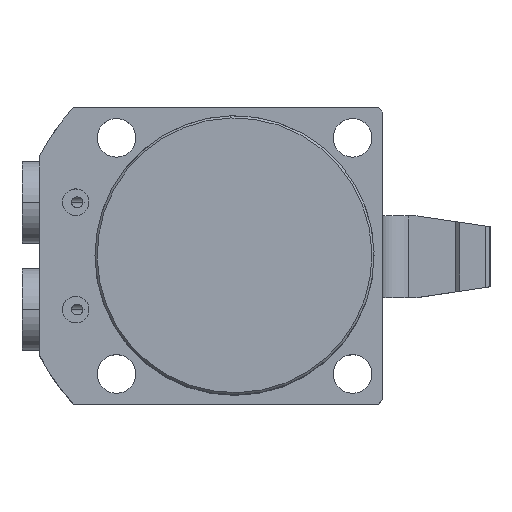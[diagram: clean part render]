
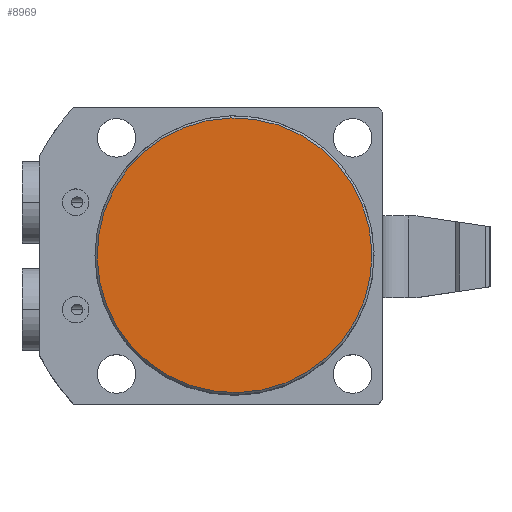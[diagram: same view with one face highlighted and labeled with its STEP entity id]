
A CAD part, top view. The second image highlights one B-rep face of the part: STEP entity #8969.
In plain terms, the highlighted face is planar.
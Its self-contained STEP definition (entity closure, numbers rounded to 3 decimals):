
#200 = EDGE_LOOP ( 'NONE', ( #2169, #6211 ) ) ;
#920 = CIRCLE ( 'NONE', #2240, 32. ) ;
#1040 = CARTESIAN_POINT ( 'NONE',  ( 759.407, 3487.524, -32. ) ) ;
#2169 = ORIENTED_EDGE ( 'NONE', *, *, #11912, .T. ) ;
#2240 = AXIS2_PLACEMENT_3D ( 'NONE', #4867, #13154, #6043 ) ;
#3978 = DIRECTION ( 'NONE',  ( 0., -1., 0. ) ) ;
#4300 = CARTESIAN_POINT ( 'NONE',  ( 791.907, 3487.524, 0. ) ) ;
#4511 = CARTESIAN_POINT ( 'NONE',  ( 759.407, 3487.524, 32. ) ) ;
#4867 = CARTESIAN_POINT ( 'NONE',  ( 759.407, 3487.524, 0. ) ) ;
#5054 = CIRCLE ( 'NONE', #13894, 32. ) ;
#5480 = DIRECTION ( 'NONE',  ( 0., -1., 0. ) ) ;
#6043 = DIRECTION ( 'NONE',  ( 0., 0., -1. ) ) ;
#6211 = ORIENTED_EDGE ( 'NONE', *, *, #9517, .T. ) ;
#8230 = FACE_OUTER_BOUND ( 'NONE', #200, .T. ) ;
#8969 = ADVANCED_FACE ( 'NONE', ( #8230 ), #10977, .T. ) ;
#9517 = EDGE_CURVE ( 'NONE', #11378, #15158, #5054, .T. ) ;
#10977 = PLANE ( 'NONE',  #12883 ) ;
#11080 = CARTESIAN_POINT ( 'NONE',  ( 759.407, 3487.524, 0. ) ) ;
#11378 = VERTEX_POINT ( 'NONE', #1040 ) ;
#11912 = EDGE_CURVE ( 'NONE', #15158, #11378, #920, .T. ) ;
#12259 = DIRECTION ( 'NONE',  ( 0., 0., -1. ) ) ;
#12883 = AXIS2_PLACEMENT_3D ( 'NONE', #4300, #5480, #13777 ) ;
#13154 = DIRECTION ( 'NONE',  ( 0., -1., 0. ) ) ;
#13777 = DIRECTION ( 'NONE',  ( 0., 0., -1. ) ) ;
#13894 = AXIS2_PLACEMENT_3D ( 'NONE', #11080, #3978, #12259 ) ;
#15158 = VERTEX_POINT ( 'NONE', #4511 ) ;
